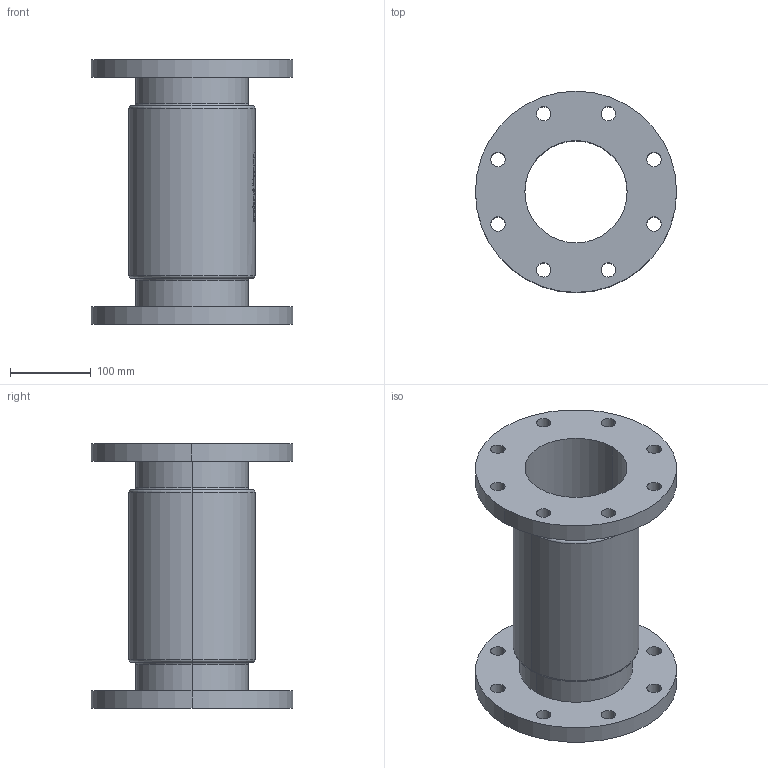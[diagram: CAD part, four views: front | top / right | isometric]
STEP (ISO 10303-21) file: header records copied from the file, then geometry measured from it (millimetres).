
FILE_DESCRIPTION (( 'STEP AP214' ), '1' );
FILE_NAME ('7120000_DN125_PN16_51420269.STEP', '2022-02-18T08:41:51', ( 'axxx' ), ( 'Hewlett-Packard Company' ), 'SwSTEP 2.0', 'SolidWorks 2019', '' );
FILE_SCHEMA (( 'AUTOMOTIVE_DESIGN' ));
Length unit declared in the file: millimetre
Products named in the file (1): 7120000_DN125_PN16_51420269
Bounding box: 250 x 250 x 329 mm (x, y, z)
Volume: 3104274.2 mm3; surface area: 463866.9 mm2
Topology: 1 solids, 1 shells, 540 faces, 1411 edges, 938 vertices
Faces by surface type: plane 255, bspline 214, cylinder 63, torus 8
Entity records: 29397 total; most frequent: CARTESIAN_POINT 17465, ORIENTED_EDGE 2822, DIRECTION 1750, EDGE_CURVE 1411, VERTEX_POINT 938, LINE 764, VECTOR 764, EDGE_LOOP 639
